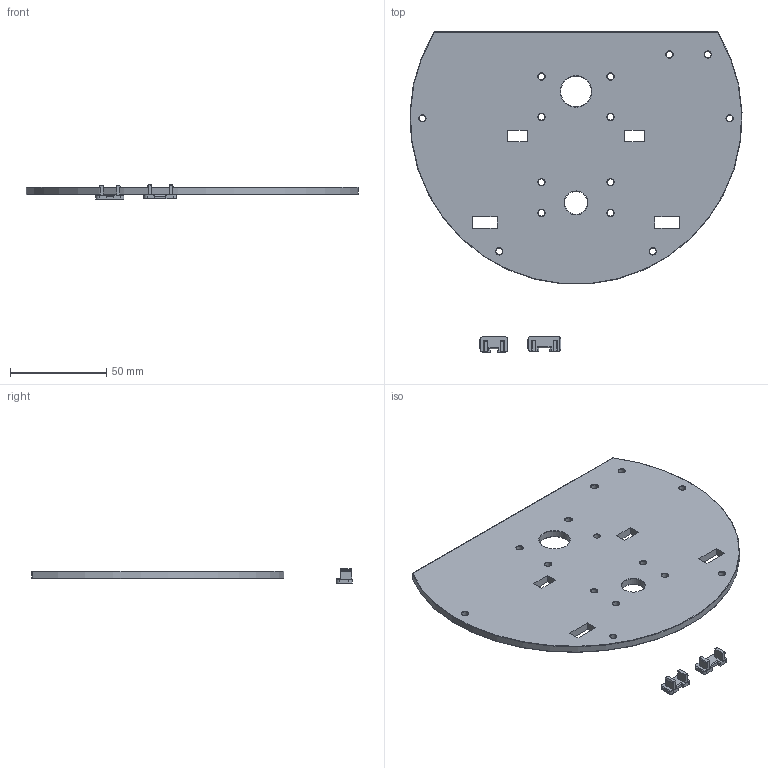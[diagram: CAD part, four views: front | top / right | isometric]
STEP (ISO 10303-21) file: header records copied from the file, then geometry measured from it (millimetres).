
FILE_DESCRIPTION(/* description */ (''),/* implementation_level */ '2;1');
FILE_NAME(/* name */ 'Dewey_TricklerAdapterPlate.step',/* time_stamp */ '2026-01-27T00:27:24-07:00',/* author */ (''),/* organization */ (''),/* preprocessor_version */ 'ST-DEVELOPER v20.1',/* originating_system */ 'Autodesk Translation Framework v14.21.0.0',/* authorisation */ '');
FILE_SCHEMA (('AUTOMOTIVE_DESIGN { 1 0 10303 214 3 1 1 }'));
Length unit declared in the file: millimetre
Products named in the file (1): trickler_adapter_plate
Bounding box: 172.9 x 166.7 x 7.31 mm (x, y, z)
Volume: 74317.9 mm3; surface area: 41346.1 mm2
Topology: 3 solids, 3 shells, 424 faces, 1153 edges, 756 vertices
Faces by surface type: bspline 184, plane 163, cylinder 45, cone 32
Full cylindrical faces by diameter (mm): 3.4 x14, 12 x1, 16 x1
Entity records: 15117 total; most frequent: CARTESIAN_POINT 5462, ORIENTED_EDGE 2306, DIRECTION 1393, EDGE_CURVE 1153, VERTEX_POINT 756, LINE 659, VECTOR 659, EDGE_LOOP 485
